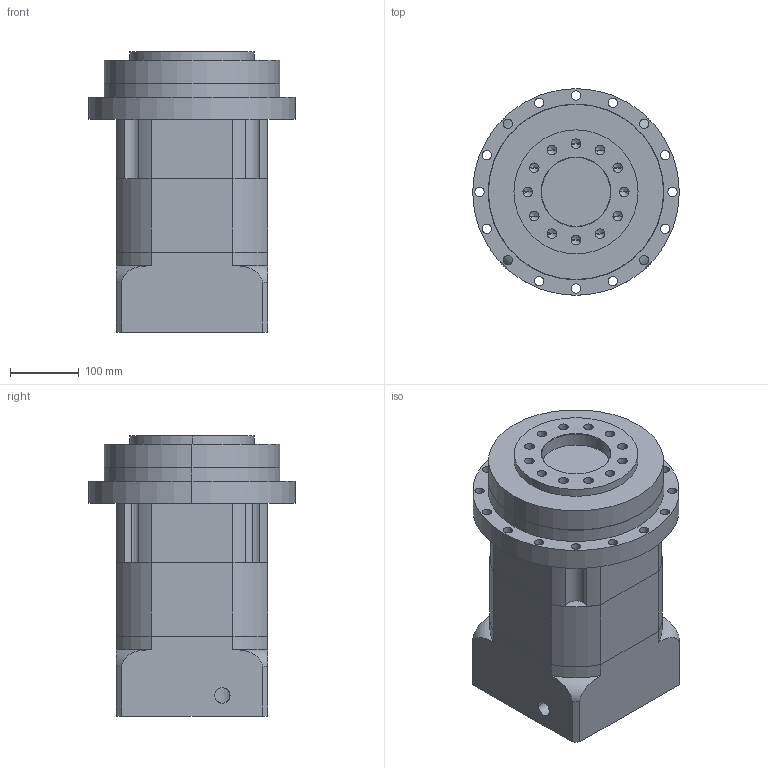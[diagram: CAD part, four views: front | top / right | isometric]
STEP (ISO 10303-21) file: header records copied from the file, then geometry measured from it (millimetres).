
FILE_DESCRIPTION (( 'STEP AP214' ), '1' );
FILE_NAME ('DF220-L2-XX-38-180-215-M12_2019.STEP', '2019-03-14T07:11:07', ( 'Y' ), ( 'NCU' ), 'SwSTEP 2.0', 'SolidWorks 2016', '' );
FILE_SCHEMA (( 'AUTOMOTIVE_DESIGN' ));
Length unit declared in the file: millimetre
Products named in the file (1): DF220-L2-XX-38-180-215-M12_2019
Bounding box: 300 x 300 x 406.5 mm (x, y, z)
Volume: 18091533 mm3; surface area: 922422.4 mm2
Topology: 4 solids, 4 shells, 328 faces, 796 edges, 498 vertices
Faces by surface type: cylinder 162, plane 112, cone 50, torus 4
Entity records: 11304 total; most frequent: CARTESIAN_POINT 2263, DIRECTION 1744, ORIENTED_EDGE 1528, EDGE_CURVE 764, AXIS2_PLACEMENT_3D 667, VERTEX_POINT 498, EDGE_LOOP 422, VECTOR 410
